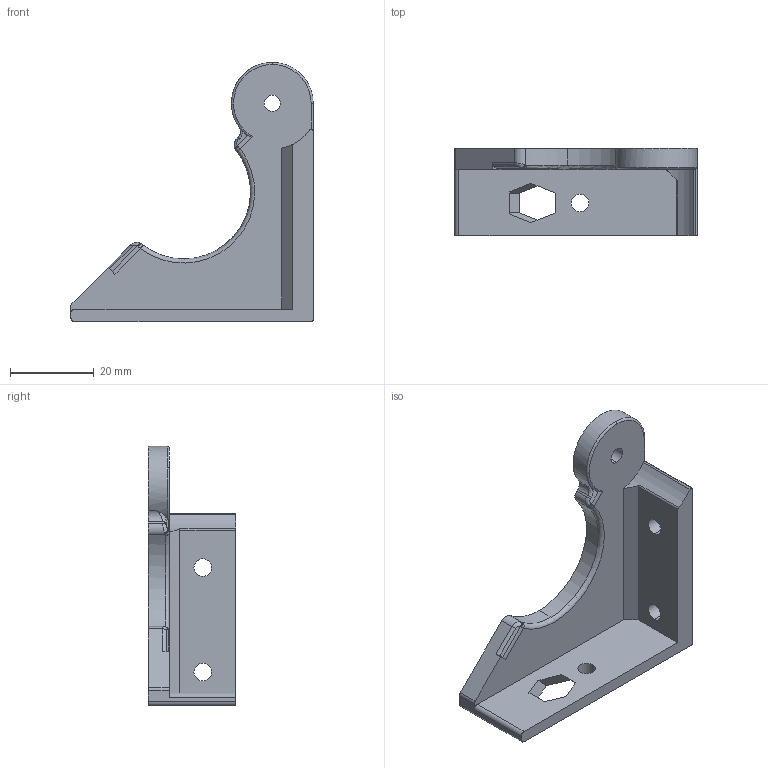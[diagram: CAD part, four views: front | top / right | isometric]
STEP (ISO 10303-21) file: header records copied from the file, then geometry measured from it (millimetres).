
FILE_DESCRIPTION (( 'STEP AP214' ), '1' );
FILE_NAME ('Upper_Syringe_Holder_Part-3.STEP', '2024-06-20T07:58:41', ( '' ), ( '' ), 'SwSTEP 2.0', 'SolidWorks 2024', '' );
FILE_SCHEMA (( 'AUTOMOTIVE_DESIGN' ));
Length unit declared in the file: millimetre
Products named in the file (1): Upper_Syringe_Holder_Part-3_oben
Bounding box: 58 x 20.85 x 62 mm (x, y, z)
Volume: 13876.6 mm3; surface area: 7661 mm2
Topology: 1 solids, 1 shells, 58 faces, 158 edges, 102 vertices
Faces by surface type: cylinder 27, plane 21, bspline 7, torus 3
Entity records: 1990 total; most frequent: CARTESIAN_POINT 510, ORIENTED_EDGE 316, DIRECTION 296, EDGE_CURVE 158, AXIS2_PLACEMENT_3D 108, VERTEX_POINT 102, LINE 80, VECTOR 80
